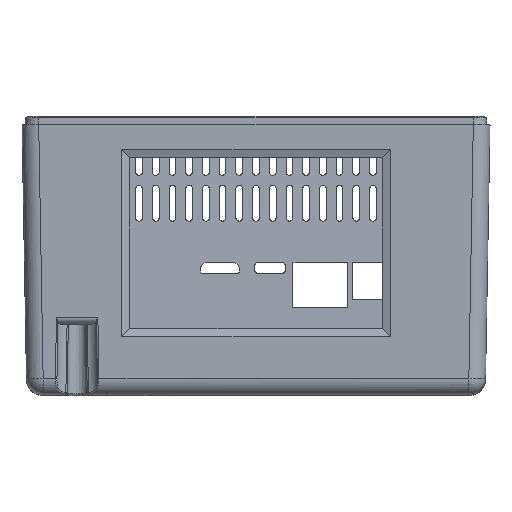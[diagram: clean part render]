
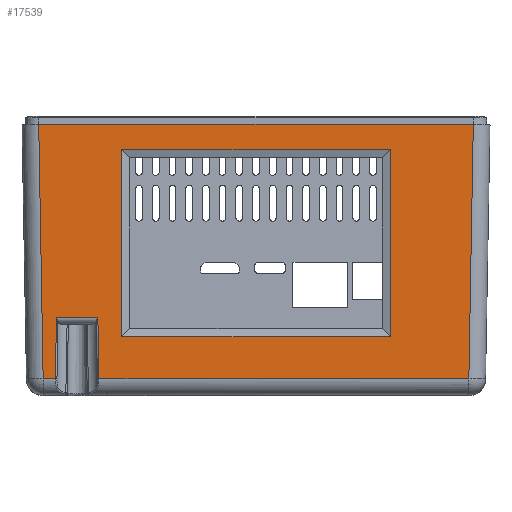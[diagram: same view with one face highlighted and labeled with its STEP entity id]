
A CAD part, top view. The second image highlights one B-rep face of the part: STEP entity #17539.
In plain terms, the highlighted planar face has unit normal (0, -0.018, 1).
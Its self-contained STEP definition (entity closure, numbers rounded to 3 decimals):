
#675=DIRECTION('',(1.,0.,0.));
#676=VECTOR('',#675,3.659);
#677=CARTESIAN_POINT('',(-63.673,-34.587,85.272));
#678=LINE('',#677,#676);
#807=DIRECTION('',(1.,0.,0.));
#808=VECTOR('',#807,12.387);
#809=CARTESIAN_POINT('',(-59.693,-16.235,85.592));
#810=LINE('',#809,#808);
#859=DIRECTION('',(-0.017,-1.,-0.017));
#860=VECTOR('',#859,18.358);
#861=CARTESIAN_POINT('',(-59.693,-16.235,85.592));
#862=LINE('',#861,#860);
#863=DIRECTION('',(-0.017,1.,0.017));
#864=VECTOR('',#863,76.11);
#865=CARTESIAN_POINT('',(-63.673,-34.587,85.272));
#866=LINE('',#865,#864);
#867=DIRECTION('',(-0.017,-1.,-0.017));
#868=VECTOR('',#867,76.11);
#869=CARTESIAN_POINT('',(65.001,41.5,86.6));
#870=LINE('',#869,#868);
#871=DIRECTION('',(-0.017,1.,0.017));
#872=VECTOR('',#871,18.358);
#873=CARTESIAN_POINT('',(-46.986,-34.587,85.272));
#874=LINE('',#873,#872);
#1085=DIRECTION('',(-1.,0.,0.));
#1086=VECTOR('',#1085,130.001);
#1087=CARTESIAN_POINT('',(65.001,41.5,86.6));
#1088=LINE('',#1087,#1086);
#5148=DIRECTION('',(1.,0.,0.));
#5149=VECTOR('',#5148,110.659);
#5150=CARTESIAN_POINT('',(-46.986,-34.587,
85.272));
#5151=LINE('',#5150,#5149);
#7540=DIRECTION('',(0.,-1.,-0.017));
#7541=VECTOR('',#7540,56.009);
#7542=CARTESIAN_POINT('',(40.25,34.,86.469));
#7543=LINE('',#7542,#7541);
#7548=DIRECTION('',(-1.,0.,0.));
#7549=VECTOR('',#7548,80.45);
#7550=CARTESIAN_POINT('',(40.25,-22.,85.492));
#7551=LINE('',#7550,#7549);
#7556=DIRECTION('',(0.,1.,0.017));
#7557=VECTOR('',#7556,56.009);
#7558=CARTESIAN_POINT('',(-40.2,-22.,
85.492));
#7559=LINE('',#7558,#7557);
#7564=DIRECTION('',(1.,0.,0.));
#7565=VECTOR('',#7564,80.45);
#7566=CARTESIAN_POINT('',(-40.2,34.,86.469));
#7567=LINE('',#7566,#7565);
#15542=CARTESIAN_POINT('',(63.673,-34.587,
85.272));
#15543=VERTEX_POINT('',#15542);
#15544=CARTESIAN_POINT('',(65.001,41.5,86.6));
#15545=VERTEX_POINT('',#15544);
#15546=CARTESIAN_POINT('',(-59.693,-16.235,
85.592));
#15547=CARTESIAN_POINT('',(-60.014,-34.587,
85.272));
#15548=VERTEX_POINT('',#15546);
#15549=VERTEX_POINT('',#15547);
#15550=CARTESIAN_POINT('',(-63.673,-34.587,
85.272));
#15551=VERTEX_POINT('',#15550);
#15552=CARTESIAN_POINT('',(-65.001,41.5,
86.6));
#15553=VERTEX_POINT('',#15552);
#15554=CARTESIAN_POINT('',(-46.986,-34.587,
85.272));
#15555=VERTEX_POINT('',#15554);
#15556=CARTESIAN_POINT('',(-47.307,-16.235,
85.592));
#15557=VERTEX_POINT('',#15556);
#15558=CARTESIAN_POINT('',(40.25,34.,86.469));
#15559=CARTESIAN_POINT('',(40.25,-22.,
85.492));
#15560=VERTEX_POINT('',#15558);
#15561=VERTEX_POINT('',#15559);
#15562=CARTESIAN_POINT('',(-40.2,34.,
86.469));
#15563=VERTEX_POINT('',#15562);
#15564=CARTESIAN_POINT('',(-40.2,-22.,
85.492));
#15565=VERTEX_POINT('',#15564);
#17509=CARTESIAN_POINT('',(2.875,41.5,86.6));
#17510=DIRECTION('',(0.,0.017,-1.));
#17511=DIRECTION('',(-1.,0.,0.));
#17512=AXIS2_PLACEMENT_3D('',#17509,#17510,#17511);
#17513=PLANE('',#17512);
#17514=ORIENTED_EDGE('',*,*,#17503,.T.);
#17515=ORIENTED_EDGE('',*,*,#17242,.F.);
#17517=ORIENTED_EDGE('',*,*,#17516,.T.);
#17519=ORIENTED_EDGE('',*,*,#17518,.F.);
#17521=ORIENTED_EDGE('',*,*,#17520,.T.);
#17523=ORIENTED_EDGE('',*,*,#17522,.F.);
#17525=ORIENTED_EDGE('',*,*,#17524,.T.);
#17526=ORIENTED_EDGE('',*,*,#17473,.F.);
#17527=EDGE_LOOP('',(#17514,#17515,#17517,#17519,#17521,#17523,#17525,#17526));
#17528=FACE_OUTER_BOUND('',#17527,.F.);
#17530=ORIENTED_EDGE('',*,*,#17529,.F.);
#17532=ORIENTED_EDGE('',*,*,#17531,.F.);
#17534=ORIENTED_EDGE('',*,*,#17533,.F.);
#17536=ORIENTED_EDGE('',*,*,#17535,.F.);
#17537=EDGE_LOOP('',(#17530,#17532,#17534,#17536));
#17538=FACE_BOUND('',#17537,.F.);
#17539=ADVANCED_FACE('',(#17528,#17538),#17513,.F.);
#17242=EDGE_CURVE('',#15551,#15549,#678,.T.);
#17473=EDGE_CURVE('',#15548,#15557,#810,.T.);
#17503=EDGE_CURVE('',#15548,#15549,#862,.T.);
#17516=EDGE_CURVE('',#15551,#15553,#866,.T.);
#17518=EDGE_CURVE('',#15545,#15553,#1088,.T.);
#17520=EDGE_CURVE('',#15545,#15543,#870,.T.);
#17522=EDGE_CURVE('',#15555,#15543,#5151,.T.);
#17524=EDGE_CURVE('',#15555,#15557,#874,.T.);
#17529=EDGE_CURVE('',#15560,#15561,#7543,.T.);
#17531=EDGE_CURVE('',#15563,#15560,#7567,.T.);
#17533=EDGE_CURVE('',#15565,#15563,#7559,.T.);
#17535=EDGE_CURVE('',#15561,#15565,#7551,.T.);
